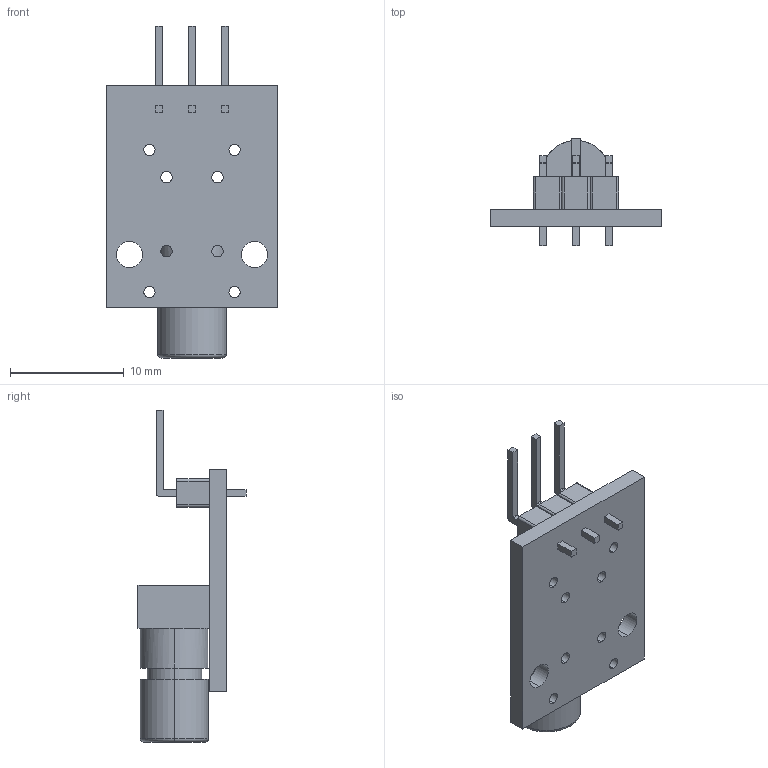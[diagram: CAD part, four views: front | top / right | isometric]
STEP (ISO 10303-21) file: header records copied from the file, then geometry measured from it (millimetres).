
FILE_DESCRIPTION (( 'STEP AP214' ), '1' );
FILE_NAME ('650nm Laser Transmitter Module (KY-008).STEP', '2019-10-08T14:51:06', ( '' ), ( '' ), 'SwSTEP 2.0', 'SolidWorks 2018', '' );
FILE_SCHEMA (( 'AUTOMOTIVE_DESIGN' ));
Length unit declared in the file: millimetre
Products named in the file (1): 650nm Laser Transmitter Module (KY-008)
Bounding box: 15.1 x 9.5 x 29.2 mm (x, y, z)
Volume: 771.7 mm3; surface area: 1178.1 mm2
Topology: 1 solids, 1 shells, 111 faces, 288 edges, 190 vertices
Faces by surface type: plane 63, cylinder 46, torus 2
Entity records: 4698 total; most frequent: DIRECTION 612, CARTESIAN_POINT 590, ORIENTED_EDGE 576, EDGE_CURVE 288, AXIS2_PLACEMENT_3D 212, VERTEX_POINT 190, VECTOR 188, LINE 188
